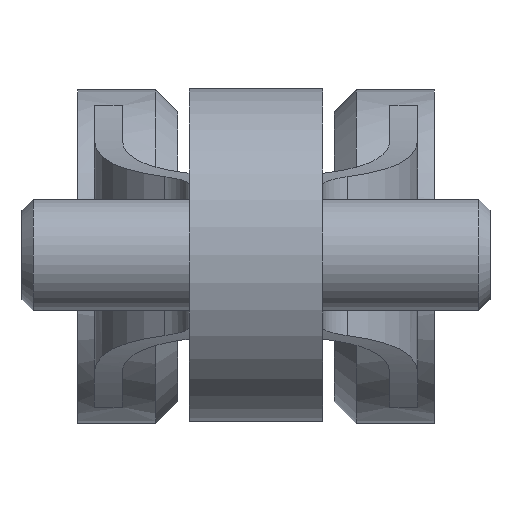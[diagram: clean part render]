
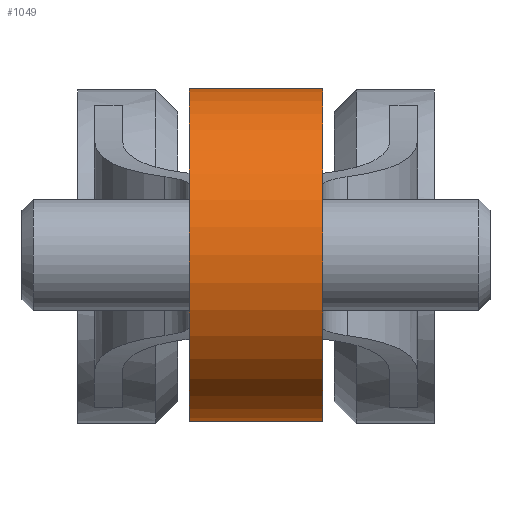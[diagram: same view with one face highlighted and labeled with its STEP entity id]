
A CAD part, top view. The second image highlights one B-rep face of the part: STEP entity #1049.
In plain terms, the highlighted cylindrical face has radius 66.675 mm (diameter 133.35 mm), a partial arc.
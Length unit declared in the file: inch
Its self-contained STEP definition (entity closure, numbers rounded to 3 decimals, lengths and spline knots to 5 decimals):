
#91=FACE_OUTER_BOUND('',#162,.T.);
#162=EDGE_LOOP('',(#801,#802,#803,#804));
#217=CIRCLE('',#1108,2.625);
#230=CIRCLE('',#1122,2.625);
#300=LINE('',#1591,#346);
#326=LINE('',#1960,#372);
#346=VECTOR('',#1242,137.79528);
#372=VECTOR('',#1460,137.79528);
#396=VERTEX_POINT('',#1588);
#397=VERTEX_POINT('',#1590);
#421=VERTEX_POINT('',#1796);
#434=VERTEX_POINT('',#1824);
#505=EDGE_CURVE('',#397,#396,#300,.T.);
#534=EDGE_CURVE('',#396,#421,#217,.T.);
#547=EDGE_CURVE('',#397,#434,#230,.T.);
#613=EDGE_CURVE('',#434,#421,#326,.T.);
#801=ORIENTED_EDGE('',*,*,#534,.T.);
#802=ORIENTED_EDGE('',*,*,#613,.F.);
#803=ORIENTED_EDGE('',*,*,#547,.F.);
#804=ORIENTED_EDGE('',*,*,#505,.T.);
#959=CYLINDRICAL_SURFACE('',#1192,2.625);
#1049=ADVANCED_FACE('',(#91),#959,.T.);
#1108=AXIS2_PLACEMENT_3D('',#1798,#1277,#1278);
#1122=AXIS2_PLACEMENT_3D('',#1825,#1305,#1306);
#1192=AXIS2_PLACEMENT_3D('',#1959,#1458,#1459);
#1242=DIRECTION('',(-1.,0.,0.));
#1277=DIRECTION('center_axis',(1.,0.,0.));
#1278=DIRECTION('ref_axis',(0.,1.,-0.001));
#1305=DIRECTION('center_axis',(1.,0.,0.));
#1306=DIRECTION('ref_axis',(0.,1.,-0.001));
#1458=DIRECTION('center_axis',(1.,0.,0.));
#1459=DIRECTION('ref_axis',(0.,0.,1.));
#1460=DIRECTION('',(-1.,0.,0.));
#1588=CARTESIAN_POINT('',(-1.05,2.36795,-1.13289));
#1590=CARTESIAN_POINT('',(1.05,2.36795,-1.13289));
#1591=CARTESIAN_POINT('',(5.25,2.36795,-1.13289));
#1796=CARTESIAN_POINT('',(-1.05,-2.36795,-1.13289));
#1798=CARTESIAN_POINT('Origin',(-1.05,0.,0.));
#1824=CARTESIAN_POINT('',(1.05,-2.36795,-1.13289));
#1825=CARTESIAN_POINT('Origin',(1.05,0.,0.));
#1959=CARTESIAN_POINT('Origin',(1.05,0.,0.));
#1960=CARTESIAN_POINT('',(5.25,-2.36795,-1.13289));
